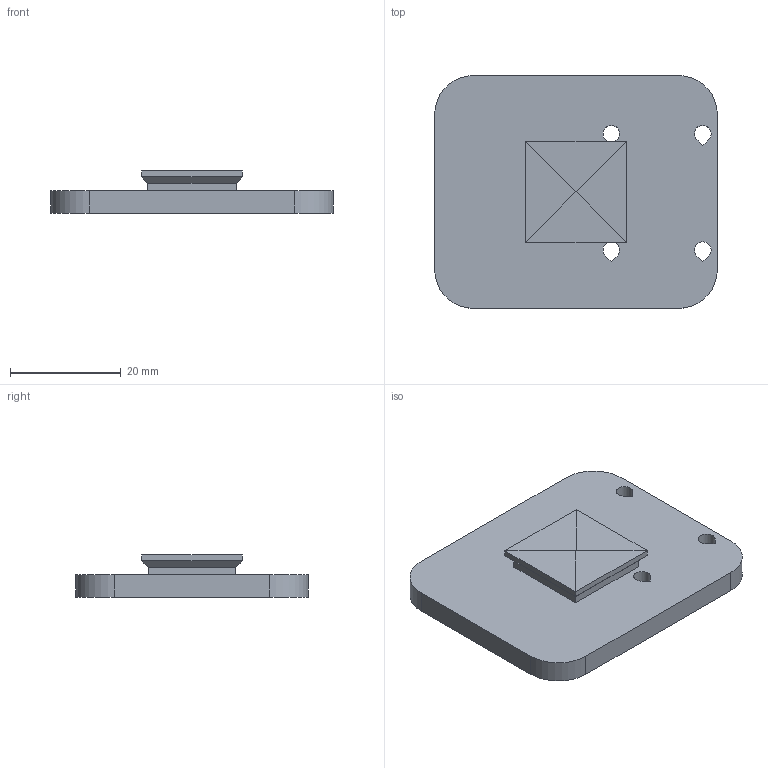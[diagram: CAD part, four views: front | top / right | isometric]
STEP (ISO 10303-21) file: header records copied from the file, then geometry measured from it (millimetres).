
FILE_DESCRIPTION(/* description */ (''),/* implementation_level */ '2;1');
FILE_NAME(/* name */ 'Seeedstudio_Mounting_Plate_SO101.step',/* time_stamp */ '2025-04-14T17:48:01+02:00',/* author */ (''),/* organization */ (''),/* preprocessor_version */ 'ST-DEVELOPER v20.1',/* originating_system */ 'Autodesk Translation Framework v14.4.0.0',/* authorisation */ '');
FILE_SCHEMA (('AUTOMOTIVE_DESIGN { 1 0 10303 214 3 1 1 }'));
Length unit declared in the file: millimetre
Products named in the file (1): Seeedstudio_Mounting_Plate_SO101
Bounding box: 51 x 42 x 7.6 mm (x, y, z)
Volume: 9313.1 mm3; surface area: 5350.8 mm2
Topology: 1 solids, 1 shells, 37 faces, 92 edges, 58 vertices
Faces by surface type: plane 29, cylinder 8
Entity records: 1131 total; most frequent: CARTESIAN_POINT 188, ORIENTED_EDGE 184, DIRECTION 184, EDGE_CURVE 92, LINE 76, VECTOR 76, VERTEX_POINT 58, AXIS2_PLACEMENT_3D 54
